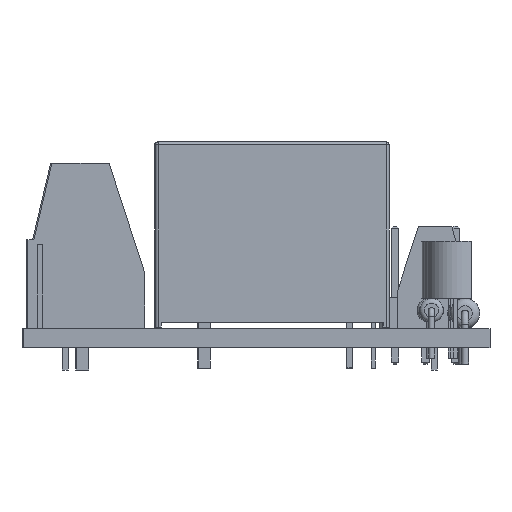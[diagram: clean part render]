
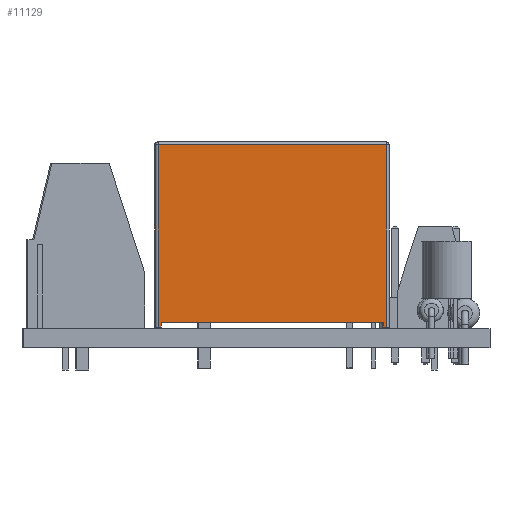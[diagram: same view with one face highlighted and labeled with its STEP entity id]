
A CAD part, front view. The second image highlights one B-rep face of the part: STEP entity #11129.
In plain terms, the highlighted face is planar.
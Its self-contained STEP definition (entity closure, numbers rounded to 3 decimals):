
#10816 = VERTEX_POINT('',#10817);
#10817 = CARTESIAN_POINT('',(17.8,7.7,0.48));
#10898 = VERTEX_POINT('',#10899);
#10899 = CARTESIAN_POINT('',(-0.8,7.7,0.48));
#10905 = EDGE_CURVE('',#10898,#10816,#10906,.T.);
#10906 = LINE('',#10907,#10908);
#10907 = CARTESIAN_POINT('',(-0.8,7.7,0.48));
#10908 = VECTOR('',#10909,1.);
#10909 = DIRECTION('',(1.,0.,0.));
#11103 = VERTEX_POINT('',#11104);
#11104 = CARTESIAN_POINT('',(17.8,7.7,0.1));
#11112 = EDGE_CURVE('',#11103,#10816,#11113,.T.);
#11113 = LINE('',#11114,#11115);
#11114 = CARTESIAN_POINT('',(17.8,7.7,0.1));
#11115 = VECTOR('',#11116,1.);
#11116 = DIRECTION('',(0.,0.,1.));
#11129 = ADVANCED_FACE('',(#11130),#11180,.T.);
#11130 = FACE_BOUND('',#11131,.T.);
#11131 = EDGE_LOOP('',(#11132,#11142,#11148,#11149,#11150,#11158,#11166,
    #11174));
#11132 = ORIENTED_EDGE('',*,*,#11133,.F.);
#11133 = EDGE_CURVE('',#11134,#11136,#11138,.T.);
#11134 = VERTEX_POINT('',#11135);
#11135 = CARTESIAN_POINT('',(18.05,7.7,0.1));
#11136 = VERTEX_POINT('',#11137);
#11137 = CARTESIAN_POINT('',(18.05,7.7,15.35));
#11138 = LINE('',#11139,#11140);
#11139 = CARTESIAN_POINT('',(18.05,7.7,0.1));
#11140 = VECTOR('',#11141,1.);
#11141 = DIRECTION('',(0.,0.,1.));
#11142 = ORIENTED_EDGE('',*,*,#11143,.F.);
#11143 = EDGE_CURVE('',#11103,#11134,#11144,.T.);
#11144 = LINE('',#11145,#11146);
#11145 = CARTESIAN_POINT('',(-1.3,7.7,0.1));
#11146 = VECTOR('',#11147,1.);
#11147 = DIRECTION('',(1.,0.,0.));
#11148 = ORIENTED_EDGE('',*,*,#11112,.T.);
#11149 = ORIENTED_EDGE('',*,*,#10905,.F.);
#11150 = ORIENTED_EDGE('',*,*,#11151,.F.);
#11151 = EDGE_CURVE('',#11152,#10898,#11154,.T.);
#11152 = VERTEX_POINT('',#11153);
#11153 = CARTESIAN_POINT('',(-0.8,7.7,0.1));
#11154 = LINE('',#11155,#11156);
#11155 = CARTESIAN_POINT('',(-0.8,7.7,0.1));
#11156 = VECTOR('',#11157,1.);
#11157 = DIRECTION('',(0.,0.,1.));
#11158 = ORIENTED_EDGE('',*,*,#11159,.F.);
#11159 = EDGE_CURVE('',#11160,#11152,#11162,.T.);
#11160 = VERTEX_POINT('',#11161);
#11161 = CARTESIAN_POINT('',(-1.05,7.7,0.1));
#11162 = LINE('',#11163,#11164);
#11163 = CARTESIAN_POINT('',(-1.3,7.7,0.1));
#11164 = VECTOR('',#11165,1.);
#11165 = DIRECTION('',(1.,0.,0.));
#11166 = ORIENTED_EDGE('',*,*,#11167,.T.);
#11167 = EDGE_CURVE('',#11160,#11168,#11170,.T.);
#11168 = VERTEX_POINT('',#11169);
#11169 = CARTESIAN_POINT('',(-1.05,7.7,15.35));
#11170 = LINE('',#11171,#11172);
#11171 = CARTESIAN_POINT('',(-1.05,7.7,0.1));
#11172 = VECTOR('',#11173,1.);
#11173 = DIRECTION('',(0.,0.,1.));
#11174 = ORIENTED_EDGE('',*,*,#11175,.T.);
#11175 = EDGE_CURVE('',#11168,#11136,#11176,.T.);
#11176 = LINE('',#11177,#11178);
#11177 = CARTESIAN_POINT('',(-1.05,7.7,15.35));
#11178 = VECTOR('',#11179,1.);
#11179 = DIRECTION('',(1.,0.,0.));
#11180 = PLANE('',#11181);
#11181 = AXIS2_PLACEMENT_3D('',#11182,#11183,#11184);
#11182 = CARTESIAN_POINT('',(-1.3,7.7,0.1));
#11183 = DIRECTION('',(0.,1.,0.));
#11184 = DIRECTION('',(1.,0.,0.));
